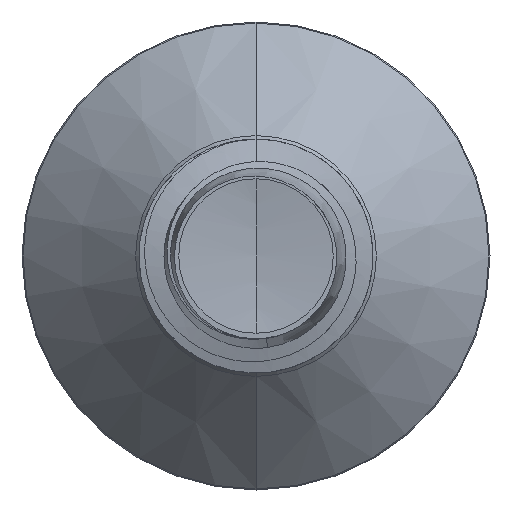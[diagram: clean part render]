
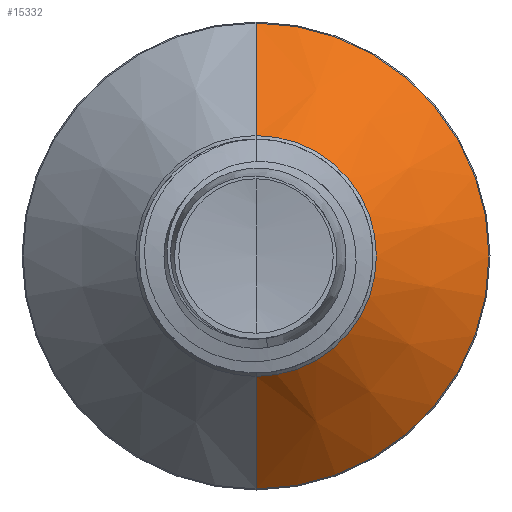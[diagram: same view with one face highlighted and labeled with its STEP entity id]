
A CAD part, front view. The second image highlights one B-rep face of the part: STEP entity #15332.
In plain terms, the highlighted conical face has half-angle 45 degrees and reference radius 3.088 mm.
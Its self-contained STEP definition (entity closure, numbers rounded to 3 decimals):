
#375 = AXIS2_PLACEMENT_3D ( 'NONE', #12499, #9509, #5517 ) ;
#1136 = CARTESIAN_POINT ( 'NONE',  ( 0., 4.739, 3.089 ) ) ;
#1355 = CIRCLE ( 'NONE', #13752, 5.974 ) ;
#1452 = CONICAL_SURFACE ( 'NONE', #375, 3.089, 0.785 ) ;
#1910 = FACE_OUTER_BOUND ( 'NONE', #5472, .T. ) ;
#2198 = VECTOR ( 'NONE', #12018, 1000. ) ;
#2264 = LINE ( 'NONE', #6145, #2198 ) ;
#2553 = LINE ( 'NONE', #11163, #2619 ) ;
#2619 = VECTOR ( 'NONE', #12094, 1000. ) ;
#2660 = VERTEX_POINT ( 'NONE', #2813 ) ;
#2813 = CARTESIAN_POINT ( 'NONE',  ( 0., 7.624, 5.974 ) ) ;
#2996 = CIRCLE ( 'NONE', #12619, 3.089 ) ;
#3434 = VERTEX_POINT ( 'NONE', #1136 ) ;
#5472 = EDGE_LOOP ( 'NONE', ( #12276, #12734, #13060, #14072 ) ) ;
#5514 = CARTESIAN_POINT ( 'NONE',  ( 0., 7.624, -5.974 ) ) ;
#5517 = DIRECTION ( 'NONE',  ( 0., 0., 1. ) ) ;
#5949 = CARTESIAN_POINT ( 'NONE',  ( 0., 7.624, 0. ) ) ;
#6145 = CARTESIAN_POINT ( 'NONE',  ( 0., 4.739, -3.089 ) ) ;
#7279 = DIRECTION ( 'NONE',  ( 0., 0., 1. ) ) ;
#7405 = CARTESIAN_POINT ( 'NONE',  ( 0., 4.739, 0. ) ) ;
#8721 = DIRECTION ( 'NONE',  ( 0., 0., 1. ) ) ;
#9509 = DIRECTION ( 'NONE',  ( 0., 1., 0. ) ) ;
#10773 = CARTESIAN_POINT ( 'NONE',  ( 0., 4.739, -3.089 ) ) ;
#11163 = CARTESIAN_POINT ( 'NONE',  ( 0., 4.739, 3.089 ) ) ;
#12018 = DIRECTION ( 'NONE',  ( 0., 0.707, -0.707 ) ) ;
#12038 = VERTEX_POINT ( 'NONE', #5514 ) ;
#12094 = DIRECTION ( 'NONE',  ( 0., 0.707, 0.707 ) ) ;
#12276 = ORIENTED_EDGE ( 'NONE', *, *, #14449, .T. ) ;
#12499 = CARTESIAN_POINT ( 'NONE',  ( 0., 4.739, 0. ) ) ;
#12619 = AXIS2_PLACEMENT_3D ( 'NONE', #7405, #14916, #8721 ) ;
#12734 = ORIENTED_EDGE ( 'NONE', *, *, #14779, .T. ) ;
#13060 = ORIENTED_EDGE ( 'NONE', *, *, #15596, .F. ) ;
#13752 = AXIS2_PLACEMENT_3D ( 'NONE', #5949, #13853, #7279 ) ;
#13853 = DIRECTION ( 'NONE',  ( 0., 1., 0. ) ) ;
#14072 = ORIENTED_EDGE ( 'NONE', *, *, #14864, .F. ) ;
#14238 = VERTEX_POINT ( 'NONE', #10773 ) ;
#14449 = EDGE_CURVE ( 'NONE', #3434, #14238, #2996, .T. ) ;
#14779 = EDGE_CURVE ( 'NONE', #14238, #12038, #2264, .T. ) ;
#14864 = EDGE_CURVE ( 'NONE', #3434, #2660, #2553, .T. ) ;
#14916 = DIRECTION ( 'NONE',  ( 0., 1., 0. ) ) ;
#15332 = ADVANCED_FACE ( 'NONE', ( #1910 ), #1452, .T. ) ;
#15596 = EDGE_CURVE ( 'NONE', #2660, #12038, #1355, .T. ) ;
